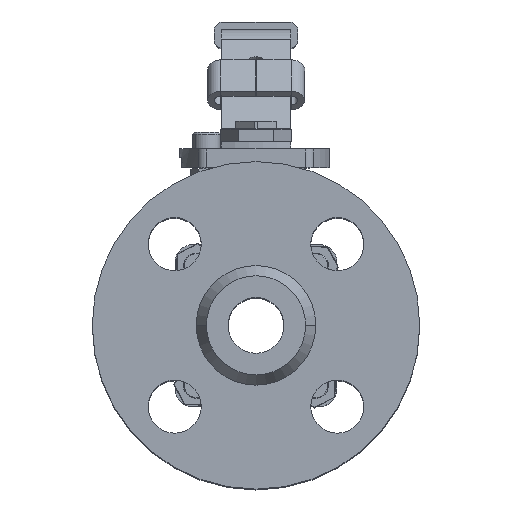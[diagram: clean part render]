
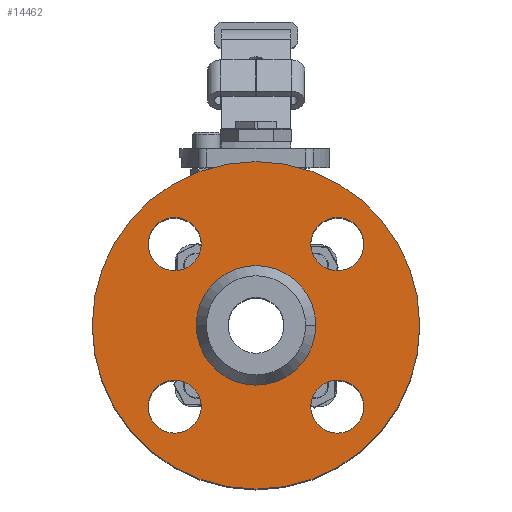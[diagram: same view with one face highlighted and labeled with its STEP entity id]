
A CAD part, top view. The second image highlights one B-rep face of the part: STEP entity #14462.
In plain terms, the highlighted planar face has unit normal (0, 0, 1).
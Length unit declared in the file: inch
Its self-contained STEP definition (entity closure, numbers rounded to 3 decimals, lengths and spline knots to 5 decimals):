
#20 = AXIS2_PLACEMENT_3D ( 'NONE', #6268, #13054, #2610 ) ;
#65 = EDGE_CURVE ( 'NONE', #18049, #9216, #367, .T. ) ;
#357 = CARTESIAN_POINT ( 'NONE',  ( -2.51307, 1.54422, 6.01467 ) ) ;
#367 = CIRCLE ( 'NONE', #10986, 2.315 ) ;
#948 = ORIENTED_EDGE ( 'NONE', *, *, #4956, .F. ) ;
#1321 = ORIENTED_EDGE ( 'NONE', *, *, #4215, .F. ) ;
#1401 = EDGE_CURVE ( 'NONE', #2524, #13348, #4852, .T. ) ;
#1483 = EDGE_LOOP ( 'NONE', ( #16037, #1321 ) ) ;
#1622 = DIRECTION ( 'NONE',  ( 1., 0., 0. ) ) ;
#1699 = CARTESIAN_POINT ( 'NONE',  ( -1.83402, 0.39517, 6.01467 ) ) ;
#1792 = CARTESIAN_POINT ( 'NONE',  ( -2.13807, -0.75387, 6.01467 ) ) ;
#1864 = CARTESIAN_POINT ( 'NONE',  ( -0.98902, 0.39517, 6.01467 ) ) ;
#2036 = ORIENTED_EDGE ( 'NONE', *, *, #16484, .F. ) ;
#2524 = VERTEX_POINT ( 'NONE', #5697 ) ;
#2610 = DIRECTION ( 'NONE',  ( -1., 0., 0. ) ) ;
#3150 = CARTESIAN_POINT ( 'NONE',  ( -0.21497, -0.75387, 6.01467 ) ) ;
#3236 = ORIENTED_EDGE ( 'NONE', *, *, #15496, .F. ) ;
#3329 = AXIS2_PLACEMENT_3D ( 'NONE', #8635, #20511, #1622 ) ;
#3330 = CARTESIAN_POINT ( 'NONE',  ( 0.53503, -0.75387, 6.01467 ) ) ;
#3446 = CARTESIAN_POINT ( 'NONE',  ( -2.51307, -0.75387, 6.01467 ) ) ;
#3650 = AXIS2_PLACEMENT_3D ( 'NONE', #6975, #7608, #7087 ) ;
#3805 = CARTESIAN_POINT ( 'NONE',  ( -0.14402, 0.39517, 6.01467 ) ) ;
#4096 = CARTESIAN_POINT ( 'NONE',  ( 0.53503, 1.54422, 6.01467 ) ) ;
#4134 = ORIENTED_EDGE ( 'NONE', *, *, #20451, .F. ) ;
#4215 = EDGE_CURVE ( 'NONE', #4657, #6423, #16792, .T. ) ;
#4657 = VERTEX_POINT ( 'NONE', #9240 ) ;
#4852 = CIRCLE ( 'NONE', #9495, 0.375 ) ;
#4956 = EDGE_CURVE ( 'NONE', #9216, #18049, #21670, .T. ) ;
#5226 = DIRECTION ( 'NONE',  ( 0., 0., -1. ) ) ;
#5643 = CARTESIAN_POINT ( 'NONE',  ( 1.32598, 0.39517, 6.01467 ) ) ;
#5697 = CARTESIAN_POINT ( 'NONE',  ( -1.76307, -0.75387, 6.01467 ) ) ;
#5996 = VERTEX_POINT ( 'NONE', #357 ) ;
#6124 = AXIS2_PLACEMENT_3D ( 'NONE', #1864, #6857, #11890 ) ;
#6268 = CARTESIAN_POINT ( 'NONE',  ( -0.98902, 0.39517, 6.01467 ) ) ;
#6336 = CIRCLE ( 'NONE', #10608, 0.375 ) ;
#6423 = VERTEX_POINT ( 'NONE', #4096 ) ;
#6492 = CIRCLE ( 'NONE', #18907, 0.375 ) ;
#6612 = CIRCLE ( 'NONE', #9484, 0.375 ) ;
#6857 = DIRECTION ( 'NONE',  ( 0., 0., 1. ) ) ;
#6975 = CARTESIAN_POINT ( 'NONE',  ( -2.13807, 1.54422, 6.01467 ) ) ;
#6981 = DIRECTION ( 'NONE',  ( -1., 0., 0. ) ) ;
#7087 = DIRECTION ( 'NONE',  ( 0., 1., 0. ) ) ;
#7601 = EDGE_CURVE ( 'NONE', #19768, #10507, #6612, .T. ) ;
#7608 = DIRECTION ( 'NONE',  ( 0., 0., 1. ) ) ;
#7715 = EDGE_CURVE ( 'NONE', #13824, #15316, #8054, .T. ) ;
#7838 = EDGE_LOOP ( 'NONE', ( #7912, #948 ) ) ;
#7912 = ORIENTED_EDGE ( 'NONE', *, *, #65, .F. ) ;
#8054 = CIRCLE ( 'NONE', #20480, 0.845 ) ;
#8127 = CARTESIAN_POINT ( 'NONE',  ( -3.30402, 0.39517, 6.01467 ) ) ;
#8297 = CIRCLE ( 'NONE', #13963, 0.375 ) ;
#8339 = DIRECTION ( 'NONE',  ( 0., 0., 1. ) ) ;
#8557 = DIRECTION ( 'NONE',  ( 0., 1., 0. ) ) ;
#8635 = CARTESIAN_POINT ( 'NONE',  ( 0.16003, 1.54422, 6.01467 ) ) ;
#8784 = EDGE_CURVE ( 'NONE', #10507, #19768, #6336, .T. ) ;
#8804 = FACE_BOUND ( 'NONE', #20842, .T. ) ;
#9216 = VERTEX_POINT ( 'NONE', #8127 ) ;
#9240 = CARTESIAN_POINT ( 'NONE',  ( -0.21497, 1.54422, 6.01467 ) ) ;
#9484 = AXIS2_PLACEMENT_3D ( 'NONE', #13121, #19897, #12906 ) ;
#9495 = AXIS2_PLACEMENT_3D ( 'NONE', #1792, #13270, #20151 ) ;
#10278 = EDGE_LOOP ( 'NONE', ( #19387, #2036 ) ) ;
#10340 = CARTESIAN_POINT ( 'NONE',  ( -0.98902, 0.39517, 6.01467 ) ) ;
#10507 = VERTEX_POINT ( 'NONE', #3150 ) ;
#10608 = AXIS2_PLACEMENT_3D ( 'NONE', #17102, #13559, #20329 ) ;
#10986 = AXIS2_PLACEMENT_3D ( 'NONE', #13692, #5226, #17335 ) ;
#11069 = EDGE_LOOP ( 'NONE', ( #3236, #17668 ) ) ;
#11086 = DIRECTION ( 'NONE',  ( -1., 0., 0. ) ) ;
#11109 = EDGE_LOOP ( 'NONE', ( #12943, #11400 ) ) ;
#11400 = ORIENTED_EDGE ( 'NONE', *, *, #8784, .F. ) ;
#11890 = DIRECTION ( 'NONE',  ( -1., 0., 0. ) ) ;
#12036 = CARTESIAN_POINT ( 'NONE',  ( 0.16003, 1.54422, 6.01467 ) ) ;
#12113 = FACE_OUTER_BOUND ( 'NONE', #7838, .T. ) ;
#12261 = DIRECTION ( 'NONE',  ( 0., 0., 1. ) ) ;
#12882 = DIRECTION ( 'NONE',  ( 0., 0., -1. ) ) ;
#12906 = DIRECTION ( 'NONE',  ( 0., -1., 0. ) ) ;
#12943 = ORIENTED_EDGE ( 'NONE', *, *, #7601, .F. ) ;
#13054 = DIRECTION ( 'NONE',  ( 0., 0., -1. ) ) ;
#13121 = CARTESIAN_POINT ( 'NONE',  ( 0.16003, -0.75387, 6.01467 ) ) ;
#13213 = DIRECTION ( 'NONE',  ( 0., 0., 1. ) ) ;
#13270 = DIRECTION ( 'NONE',  ( 0., 0., 1. ) ) ;
#13306 = ORIENTED_EDGE ( 'NONE', *, *, #7715, .F. ) ;
#13348 = VERTEX_POINT ( 'NONE', #3446 ) ;
#13559 = DIRECTION ( 'NONE',  ( 0., 0., 1. ) ) ;
#13585 = CIRCLE ( 'NONE', #3650, 0.375 ) ;
#13676 = AXIS2_PLACEMENT_3D ( 'NONE', #16553, #12882, #11086 ) ;
#13692 = CARTESIAN_POINT ( 'NONE',  ( -0.98902, 0.39517, 6.01467 ) ) ;
#13824 = VERTEX_POINT ( 'NONE', #3805 ) ;
#13895 = FACE_BOUND ( 'NONE', #11109, .T. ) ;
#13963 = AXIS2_PLACEMENT_3D ( 'NONE', #16548, #8339, #21773 ) ;
#14343 = CARTESIAN_POINT ( 'NONE',  ( -1.76307, 1.54422, 6.01467 ) ) ;
#14462 = ADVANCED_FACE ( 'NONE', ( #13895, #15893, #20686, #18996, #12113, #8804 ), #18884, .F. ) ;
#15246 = EDGE_CURVE ( 'NONE', #6423, #4657, #17450, .T. ) ;
#15316 = VERTEX_POINT ( 'NONE', #1699 ) ;
#15496 = EDGE_CURVE ( 'NONE', #18925, #5996, #13585, .T. ) ;
#15508 = DIRECTION ( 'NONE',  ( 1., 0., 0. ) ) ;
#15893 = FACE_BOUND ( 'NONE', #10278, .T. ) ;
#16036 = AXIS2_PLACEMENT_3D ( 'NONE', #12036, #12261, #15508 ) ;
#16037 = ORIENTED_EDGE ( 'NONE', *, *, #15246, .F. ) ;
#16416 = EDGE_CURVE ( 'NONE', #5996, #18925, #6492, .T. ) ;
#16484 = EDGE_CURVE ( 'NONE', #13348, #2524, #8297, .T. ) ;
#16548 = CARTESIAN_POINT ( 'NONE',  ( -2.13807, -0.75387, 6.01467 ) ) ;
#16553 = CARTESIAN_POINT ( 'NONE',  ( -0.98902, 0.39517, 6.01467 ) ) ;
#16792 = CIRCLE ( 'NONE', #3329, 0.375 ) ;
#17102 = CARTESIAN_POINT ( 'NONE',  ( 0.16003, -0.75387, 6.01467 ) ) ;
#17117 = DIRECTION ( 'NONE',  ( 0., 0., 1. ) ) ;
#17335 = DIRECTION ( 'NONE',  ( -1., 0., 0. ) ) ;
#17450 = CIRCLE ( 'NONE', #16036, 0.375 ) ;
#17498 = CIRCLE ( 'NONE', #6124, 0.845 ) ;
#17668 = ORIENTED_EDGE ( 'NONE', *, *, #16416, .F. ) ;
#18049 = VERTEX_POINT ( 'NONE', #5643 ) ;
#18884 = PLANE ( 'NONE',  #13676 ) ;
#18907 = AXIS2_PLACEMENT_3D ( 'NONE', #21106, #13213, #8557 ) ;
#18925 = VERTEX_POINT ( 'NONE', #14343 ) ;
#18996 = FACE_BOUND ( 'NONE', #1483, .T. ) ;
#19387 = ORIENTED_EDGE ( 'NONE', *, *, #1401, .F. ) ;
#19768 = VERTEX_POINT ( 'NONE', #3330 ) ;
#19897 = DIRECTION ( 'NONE',  ( 0., 0., 1. ) ) ;
#20151 = DIRECTION ( 'NONE',  ( -1., 0., 0. ) ) ;
#20329 = DIRECTION ( 'NONE',  ( 0., -1., 0. ) ) ;
#20451 = EDGE_CURVE ( 'NONE', #15316, #13824, #17498, .T. ) ;
#20480 = AXIS2_PLACEMENT_3D ( 'NONE', #10340, #17117, #6981 ) ;
#20511 = DIRECTION ( 'NONE',  ( 0., 0., 1. ) ) ;
#20686 = FACE_BOUND ( 'NONE', #11069, .T. ) ;
#20842 = EDGE_LOOP ( 'NONE', ( #4134, #13306 ) ) ;
#21106 = CARTESIAN_POINT ( 'NONE',  ( -2.13807, 1.54422, 6.01467 ) ) ;
#21670 = CIRCLE ( 'NONE', #20, 2.315 ) ;
#21773 = DIRECTION ( 'NONE',  ( -1., 0., 0. ) ) ;
